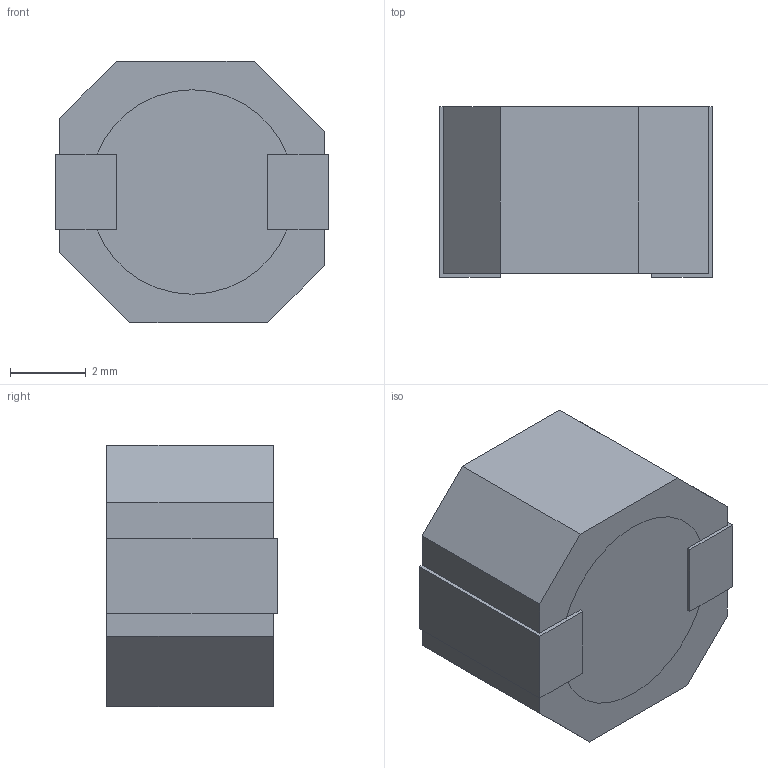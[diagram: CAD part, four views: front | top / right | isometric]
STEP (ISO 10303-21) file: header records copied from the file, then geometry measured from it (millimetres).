
FILE_DESCRIPTION (( 'STEP AP203' ), '1' );
FILE_NAME ('CLF7045_3D Model.STEP', '2018-08-30T07:30:34', ( '' ), ( '' ), 'SwSTEP 2.0', 'SolidWorks 2016', '' );
FILE_SCHEMA (( 'CONFIG_CONTROL_DESIGN' ));
Length unit declared in the file: millimetre
Products named in the file (3): CLF7045端子; CLF7045素体; CLF7045_3D Model
Assembly tree (3 placements, depth 2):
  CLF7045_3D Model
    CLF7045素体
    CLF7045端子  x2
Bounding box: 7.2 x 4.5 x 6.9 mm (x, y, z)
Volume: 189.7 mm3; surface area: 241.3 mm2
Topology: 3 solids, 3 shells, 28 faces, 64 edges, 44 vertices
Faces by surface type: plane 28
Entity records: 903 total; most frequent: CARTESIAN_POINT 104, DIRECTION 102, ORIENTED_EDGE 92, EDGE_CURVE 46, VECTOR 42, LINE 42, VERTEX_POINT 32, AXIS2_PLACEMENT_3D 30
